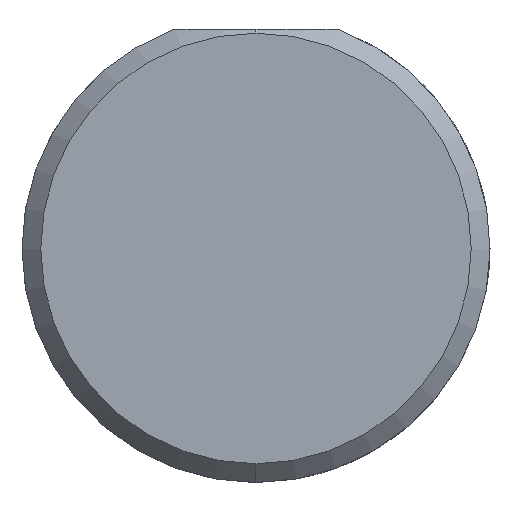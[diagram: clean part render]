
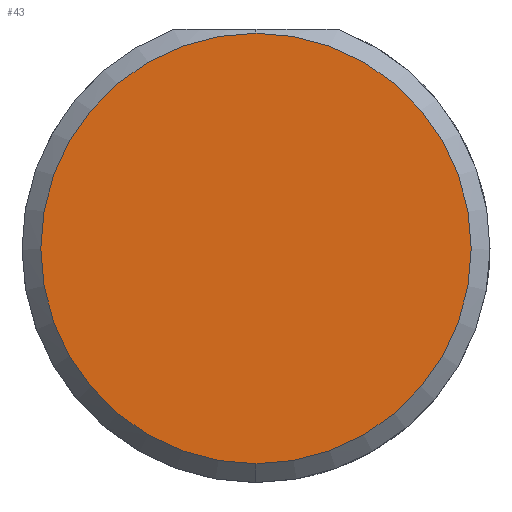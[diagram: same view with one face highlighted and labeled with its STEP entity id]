
A CAD part, left-side view. The second image highlights one B-rep face of the part: STEP entity #43.
In plain terms, the highlighted planar face has unit normal (-1, 0, 0).
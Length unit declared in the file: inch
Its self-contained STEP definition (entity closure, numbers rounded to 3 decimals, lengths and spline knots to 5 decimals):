
#15 = DIRECTION ( 'NONE',  ( -1., 0., 0. ) ) ;
#32 = PLANE ( 'NONE',  #314 ) ;
#43 = ADVANCED_FACE ( 'NONE', ( #531 ), #32, .F. ) ;
#55 = EDGE_LOOP ( 'NONE', ( #236, #418 ) ) ;
#86 = CARTESIAN_POINT ( 'NONE',  ( 0., 0., -0.17235 ) ) ;
#152 = CARTESIAN_POINT ( 'NONE',  ( 0., 0., 0. ) ) ;
#204 = CARTESIAN_POINT ( 'NONE',  ( 0., 0., 0.17235 ) ) ;
#222 = CARTESIAN_POINT ( 'NONE',  ( 0., 0., 0. ) ) ;
#232 = AXIS2_PLACEMENT_3D ( 'NONE', #518, #422, #613 ) ;
#236 = ORIENTED_EDGE ( 'NONE', *, *, #376, .T. ) ;
#288 = DIRECTION ( 'NONE',  ( 0., 0., -1. ) ) ;
#314 = AXIS2_PLACEMENT_3D ( 'NONE', #222, #619, #288 ) ;
#376 = EDGE_CURVE ( 'NONE', #503, #597, #621, .T. ) ;
#407 = DIRECTION ( 'NONE',  ( 0., 0., 1. ) ) ;
#418 = ORIENTED_EDGE ( 'NONE', *, *, #590, .T. ) ;
#422 = DIRECTION ( 'NONE',  ( -1., 0., 0. ) ) ;
#487 = AXIS2_PLACEMENT_3D ( 'NONE', #152, #15, #407 ) ;
#503 = VERTEX_POINT ( 'NONE', #86 ) ;
#518 = CARTESIAN_POINT ( 'NONE',  ( 0., 0., 0. ) ) ;
#531 = FACE_OUTER_BOUND ( 'NONE', #55, .T. ) ;
#546 = CIRCLE ( 'NONE', #487, 0.17235 ) ;
#590 = EDGE_CURVE ( 'NONE', #597, #503, #546, .T. ) ;
#597 = VERTEX_POINT ( 'NONE', #204 ) ;
#613 = DIRECTION ( 'NONE',  ( 0., 0., 1. ) ) ;
#619 = DIRECTION ( 'NONE',  ( 1., 0., 0. ) ) ;
#621 = CIRCLE ( 'NONE', #232, 0.17235 ) ;
